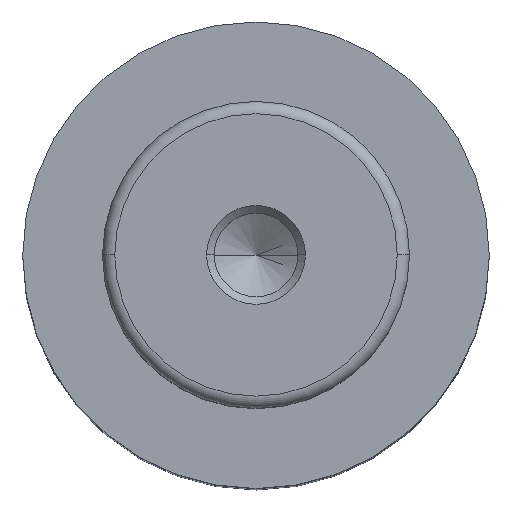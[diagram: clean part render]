
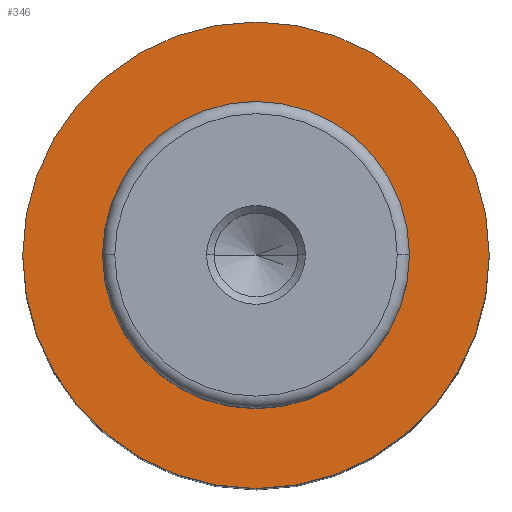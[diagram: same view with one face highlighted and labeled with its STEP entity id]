
A CAD part, top view. The second image highlights one B-rep face of the part: STEP entity #346.
In plain terms, the highlighted planar face has unit normal (0, 0, 1).
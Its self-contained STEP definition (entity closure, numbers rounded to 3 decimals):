
#6 = EDGE_LOOP ( 'NONE', ( #504, #128 ) ) ;
#14 = AXIS2_PLACEMENT_3D ( 'NONE', #69, #920, #1097 ) ;
#25 = CARTESIAN_POINT ( 'NONE',  ( 12.5, 0., 68. ) ) ;
#34 = CARTESIAN_POINT ( 'NONE',  ( -12.5, 0., 68. ) ) ;
#69 = CARTESIAN_POINT ( 'NONE',  ( 0., 0., 68. ) ) ;
#73 = DIRECTION ( 'NONE',  ( 0., 0., -1. ) ) ;
#120 = FACE_OUTER_BOUND ( 'NONE', #6, .T. ) ;
#128 = ORIENTED_EDGE ( 'NONE', *, *, #564, .F. ) ;
#132 = CIRCLE ( 'NONE', #217, 12.5 ) ;
#135 = DIRECTION ( 'NONE',  ( 1., 0., 0. ) ) ;
#163 = DIRECTION ( 'NONE',  ( -1., 0., 0. ) ) ;
#181 = CARTESIAN_POINT ( 'NONE',  ( 0., 0., 68. ) ) ;
#200 = AXIS2_PLACEMENT_3D ( 'NONE', #34, #974, #135 ) ;
#217 = AXIS2_PLACEMENT_3D ( 'NONE', #562, #1117, #555 ) ;
#233 = VERTEX_POINT ( 'NONE', #25 ) ;
#267 = FACE_BOUND ( 'NONE', #1124, .T. ) ;
#273 = EDGE_CURVE ( 'NONE', #1152, #348, #1103, .T. ) ;
#323 = DIRECTION ( 'NONE',  ( -1., 0., 0. ) ) ;
#333 = PLANE ( 'NONE',  #200 ) ;
#346 = ADVANCED_FACE ( 'NONE', ( #267, #120 ), #333, .T. ) ;
#348 = VERTEX_POINT ( 'NONE', #883 ) ;
#389 = CIRCLE ( 'NONE', #703, 12.5 ) ;
#504 = ORIENTED_EDGE ( 'NONE', *, *, #273, .F. ) ;
#555 = DIRECTION ( 'NONE',  ( -1., 0., 0. ) ) ;
#562 = CARTESIAN_POINT ( 'NONE',  ( 0., 0., 68. ) ) ;
#564 = EDGE_CURVE ( 'NONE', #348, #1152, #721, .T. ) ;
#582 = EDGE_CURVE ( 'NONE', #233, #731, #389, .T. ) ;
#599 = CARTESIAN_POINT ( 'NONE',  ( -19., 0., 68. ) ) ;
#607 = DIRECTION ( 'NONE',  ( 0., 0., -1. ) ) ;
#695 = EDGE_CURVE ( 'NONE', #731, #233, #132, .T. ) ;
#703 = AXIS2_PLACEMENT_3D ( 'NONE', #181, #73, #163 ) ;
#721 = CIRCLE ( 'NONE', #14, 19. ) ;
#731 = VERTEX_POINT ( 'NONE', #837 ) ;
#837 = CARTESIAN_POINT ( 'NONE',  ( -12.5, 0., 68. ) ) ;
#883 = CARTESIAN_POINT ( 'NONE',  ( 19., 0., 68. ) ) ;
#920 = DIRECTION ( 'NONE',  ( 0., 0., -1. ) ) ;
#974 = DIRECTION ( 'NONE',  ( 0., 0., 1. ) ) ;
#988 = CARTESIAN_POINT ( 'NONE',  ( 0., 0., 68. ) ) ;
#1063 = ORIENTED_EDGE ( 'NONE', *, *, #695, .T. ) ;
#1097 = DIRECTION ( 'NONE',  ( -1., 0., 0. ) ) ;
#1103 = CIRCLE ( 'NONE', #1208, 19. ) ;
#1117 = DIRECTION ( 'NONE',  ( 0., 0., -1. ) ) ;
#1124 = EDGE_LOOP ( 'NONE', ( #1063, #1210 ) ) ;
#1152 = VERTEX_POINT ( 'NONE', #599 ) ;
#1208 = AXIS2_PLACEMENT_3D ( 'NONE', #988, #607, #323 ) ;
#1210 = ORIENTED_EDGE ( 'NONE', *, *, #582, .T. ) ;
